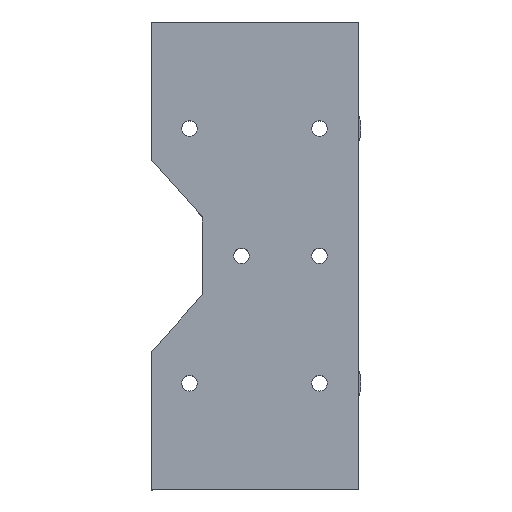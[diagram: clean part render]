
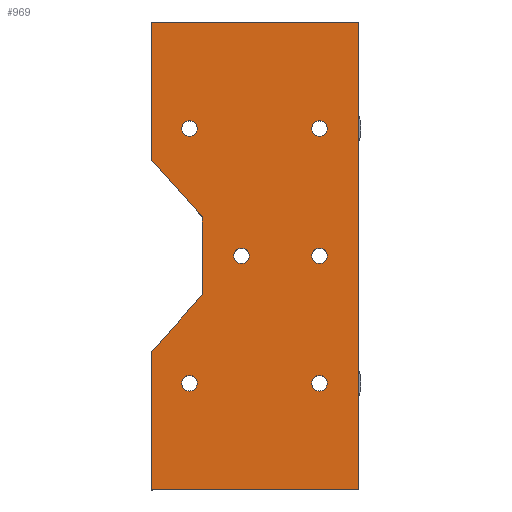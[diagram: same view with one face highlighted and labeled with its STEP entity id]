
A CAD part, top view. The second image highlights one B-rep face of the part: STEP entity #969.
In plain terms, the highlighted planar face has unit normal (0, 0, 1).
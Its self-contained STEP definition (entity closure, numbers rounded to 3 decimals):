
#27=FACE_BOUND('',#161,.T.);
#28=FACE_BOUND('',#162,.T.);
#29=FACE_BOUND('',#163,.T.);
#30=FACE_BOUND('',#164,.T.);
#31=FACE_BOUND('',#165,.T.);
#32=FACE_BOUND('',#166,.T.);
#54=PLANE('',#1046);
#92=FACE_OUTER_BOUND('',#160,.T.);
#160=EDGE_LOOP('',(#720,#721,#722,#723,#724,#725,#726,#727));
#161=EDGE_LOOP('',(#728));
#162=EDGE_LOOP('',(#729));
#163=EDGE_LOOP('',(#730));
#164=EDGE_LOOP('',(#731));
#165=EDGE_LOOP('',(#732));
#166=EDGE_LOOP('',(#733));
#232=LINE('',#1504,#315);
#234=LINE('',#1509,#317);
#238=LINE('',#1518,#321);
#243=LINE('',#1528,#326);
#251=LINE('',#1543,#334);
#257=LINE('',#1554,#340);
#258=LINE('',#1555,#341);
#259=LINE('',#1556,#342);
#315=VECTOR('',#1192,10.);
#317=VECTOR('',#1196,10.);
#321=VECTOR('',#1202,10.);
#326=VECTOR('',#1209,10.);
#334=VECTOR('',#1219,10.);
#340=VECTOR('',#1227,10.);
#341=VECTOR('',#1228,10.);
#342=VECTOR('',#1229,10.);
#402=CIRCLE('',#1047,1.5);
#403=CIRCLE('',#1048,1.5);
#404=CIRCLE('',#1049,1.5);
#405=CIRCLE('',#1050,1.5);
#406=CIRCLE('',#1051,1.5);
#407=CIRCLE('',#1052,1.5);
#462=VERTEX_POINT('',#1501);
#463=VERTEX_POINT('',#1503);
#464=VERTEX_POINT('',#1507);
#465=VERTEX_POINT('',#1508);
#468=VERTEX_POINT('',#1516);
#469=VERTEX_POINT('',#1517);
#472=VERTEX_POINT('',#1525);
#473=VERTEX_POINT('',#1527);
#484=VERTEX_POINT('',#1557);
#485=VERTEX_POINT('',#1559);
#486=VERTEX_POINT('',#1561);
#487=VERTEX_POINT('',#1563);
#488=VERTEX_POINT('',#1565);
#489=VERTEX_POINT('',#1567);
#552=EDGE_CURVE('',#462,#463,#232,.T.);
#554=EDGE_CURVE('',#464,#465,#234,.T.);
#558=EDGE_CURVE('',#468,#469,#238,.T.);
#563=EDGE_CURVE('',#473,#472,#243,.T.);
#571=EDGE_CURVE('',#462,#473,#251,.T.);
#577=EDGE_CURVE('',#472,#468,#257,.T.);
#578=EDGE_CURVE('',#465,#469,#258,.T.);
#579=EDGE_CURVE('',#463,#464,#259,.T.);
#580=EDGE_CURVE('',#484,#484,#402,.T.);
#581=EDGE_CURVE('',#485,#485,#403,.T.);
#582=EDGE_CURVE('',#486,#486,#404,.T.);
#583=EDGE_CURVE('',#487,#487,#405,.T.);
#584=EDGE_CURVE('',#488,#488,#406,.T.);
#585=EDGE_CURVE('',#489,#489,#407,.T.);
#720=ORIENTED_EDGE('',*,*,#571,.T.);
#721=ORIENTED_EDGE('',*,*,#563,.T.);
#722=ORIENTED_EDGE('',*,*,#577,.T.);
#723=ORIENTED_EDGE('',*,*,#558,.T.);
#724=ORIENTED_EDGE('',*,*,#578,.F.);
#725=ORIENTED_EDGE('',*,*,#554,.F.);
#726=ORIENTED_EDGE('',*,*,#579,.F.);
#727=ORIENTED_EDGE('',*,*,#552,.F.);
#728=ORIENTED_EDGE('',*,*,#580,.T.);
#729=ORIENTED_EDGE('',*,*,#581,.T.);
#730=ORIENTED_EDGE('',*,*,#582,.F.);
#731=ORIENTED_EDGE('',*,*,#583,.F.);
#732=ORIENTED_EDGE('',*,*,#584,.F.);
#733=ORIENTED_EDGE('',*,*,#585,.F.);
#969=ADVANCED_FACE('',(#92,#27,#28,#29,#30,#31,#32),#54,.F.);
#1046=AXIS2_PLACEMENT_3D('',#1553,#1225,#1226);
#1047=AXIS2_PLACEMENT_3D('',#1558,#1230,#1231);
#1048=AXIS2_PLACEMENT_3D('',#1560,#1232,#1233);
#1049=AXIS2_PLACEMENT_3D('',#1562,#1234,#1235);
#1050=AXIS2_PLACEMENT_3D('',#1564,#1236,#1237);
#1051=AXIS2_PLACEMENT_3D('',#1566,#1238,#1239);
#1052=AXIS2_PLACEMENT_3D('',#1568,#1240,#1241);
#1192=DIRECTION('',(1.,0.,0.));
#1196=DIRECTION('',(-0.668,-0.744,0.));
#1202=DIRECTION('',(-0.668,0.744,0.));
#1209=DIRECTION('',(1.,0.,0.));
#1219=DIRECTION('',(0.,-1.,0.));
#1225=DIRECTION('center_axis',(0.,0.,-1.));
#1226=DIRECTION('ref_axis',(1.,0.,0.));
#1227=DIRECTION('',(0.,1.,0.));
#1228=DIRECTION('',(0.,-1.,0.));
#1229=DIRECTION('',(0.,-1.,0.));
#1230=DIRECTION('center_axis',(0.,0.,-1.));
#1231=DIRECTION('ref_axis',(1.,0.,0.));
#1232=DIRECTION('center_axis',(0.,0.,-1.));
#1233=DIRECTION('ref_axis',(1.,0.,0.));
#1234=DIRECTION('center_axis',(0.,0.,1.));
#1235=DIRECTION('ref_axis',(1.,0.,0.));
#1236=DIRECTION('center_axis',(0.,0.,1.));
#1237=DIRECTION('ref_axis',(1.,0.,0.));
#1238=DIRECTION('center_axis',(0.,0.,1.));
#1239=DIRECTION('ref_axis',(1.,0.,0.));
#1240=DIRECTION('center_axis',(0.,0.,1.));
#1241=DIRECTION('ref_axis',(1.,0.,0.));
#1501=CARTESIAN_POINT('',(0.,52.5,0.));
#1503=CARTESIAN_POINT('',(39.875,52.5,0.));
#1504=CARTESIAN_POINT('',(-8.7,52.5,0.));
#1507=CARTESIAN_POINT('',(39.875,26.,0.));
#1508=CARTESIAN_POINT('',(30.,15.,0.));
#1509=CARTESIAN_POINT('',(39.875,26.,0.));
#1516=CARTESIAN_POINT('',(39.875,-11.,0.));
#1517=CARTESIAN_POINT('',(30.,0.,0.));
#1518=CARTESIAN_POINT('',(39.875,-11.,0.));
#1525=CARTESIAN_POINT('',(39.875,-37.5,0.));
#1527=CARTESIAN_POINT('',(0.,-37.5,0.));
#1528=CARTESIAN_POINT('',(-8.7,-37.5,0.));
#1543=CARTESIAN_POINT('',(0.,2.5,0.));
#1553=CARTESIAN_POINT('Origin',(19.938,7.5,0.));
#1554=CARTESIAN_POINT('',(39.875,-37.5,0.));
#1555=CARTESIAN_POINT('',(30.,15.,0.));
#1556=CARTESIAN_POINT('',(39.875,52.5,0.));
#1557=CARTESIAN_POINT('',(21.,7.5,0.));
#1558=CARTESIAN_POINT('Origin',(22.5,7.5,0.));
#1559=CARTESIAN_POINT('',(6.,7.5,0.));
#1560=CARTESIAN_POINT('Origin',(7.5,7.5,0.));
#1561=CARTESIAN_POINT('',(6.,32.,0.));
#1562=CARTESIAN_POINT('Origin',(7.5,32.,0.));
#1563=CARTESIAN_POINT('',(31.,-17.,0.));
#1564=CARTESIAN_POINT('Origin',(32.5,-17.,0.));
#1565=CARTESIAN_POINT('',(6.,-17.,0.));
#1566=CARTESIAN_POINT('Origin',(7.5,-17.,0.));
#1567=CARTESIAN_POINT('',(31.,32.,0.));
#1568=CARTESIAN_POINT('Origin',(32.5,32.,0.));
